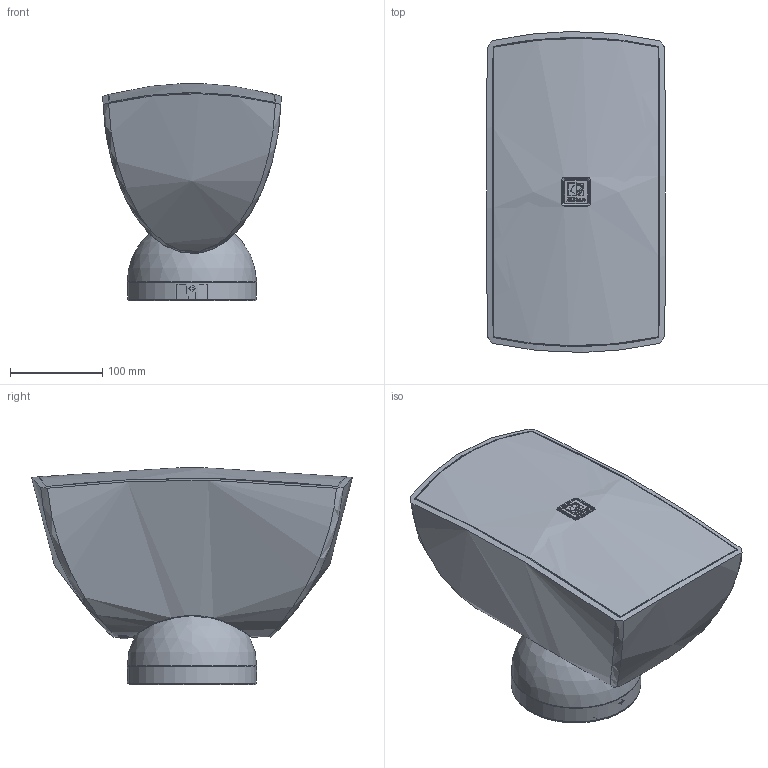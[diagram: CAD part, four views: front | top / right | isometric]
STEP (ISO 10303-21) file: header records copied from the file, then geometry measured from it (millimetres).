
FILE_DESCRIPTION(/* description */ (''),/* implementation_level */ '2;1');
FILE_NAME(/* name */ 'AUDAC-ATEO6M.stp',/* time_stamp */ '2024-07-30T11:59:37+02:00',/* author */ ('nick'),/* organization */ (''),/* preprocessor_version */ 'ST-DEVELOPER v20',/* originating_system */ 'Autodesk Inventor 2025',/* authorisation */ '');
FILE_SCHEMA (('AUTOMOTIVE_DESIGN { 1 0 10303 214 3 1 1 }'));
Length unit declared in the file: millimetre
Products named in the file (1): AUDAC-ATEO6M
Bounding box: 193.06 x 347.37 x 235.27 mm (x, y, z)
Volume: 7517731.6 mm3; surface area: 438633.9 mm2
Topology: 1 solids, 3 shells, 1209 faces, 3326 edges, 2174 vertices
Faces by surface type: plane 565, bspline 218, cylinder 190, cone 122, torus 83, sphere 31
Full cylindrical faces by diameter (mm): 4 x1, 4.5 x1, 5 x4, 6 x7, 7 x1, 8 x1, 9 x1, 11 x6, 17 x4, 33 x1, 148 x1
Entity records: 53999 total; most frequent: CARTESIAN_POINT 24403, ORIENTED_EDGE 6616, DIRECTION 5663, EDGE_CURVE 3308, VERTEX_POINT 2174, AXIS2_PLACEMENT_3D 2063, LINE 1537, VECTOR 1537
